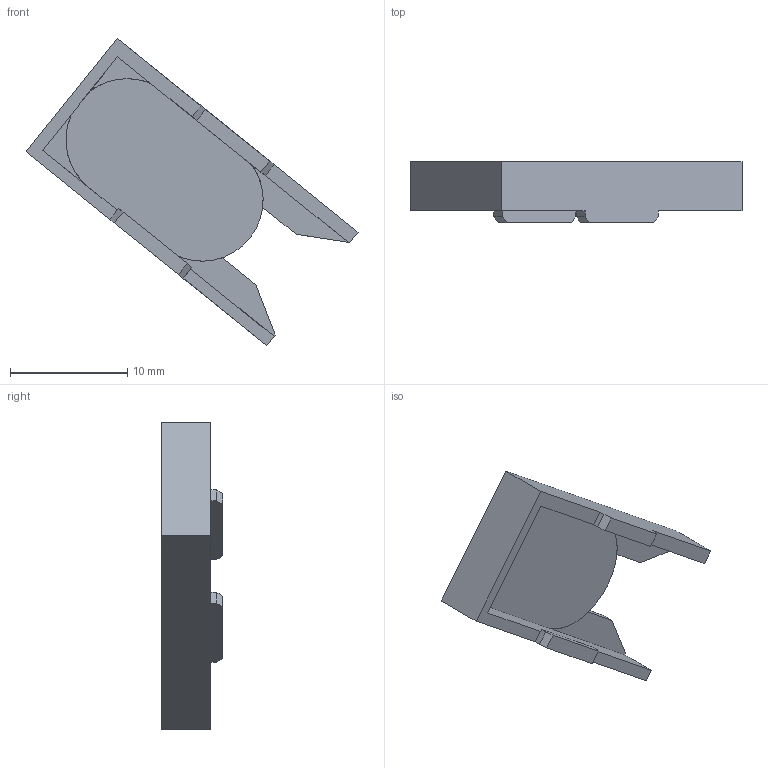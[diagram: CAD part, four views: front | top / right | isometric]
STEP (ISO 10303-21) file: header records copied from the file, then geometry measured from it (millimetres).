
FILE_DESCRIPTION (( 'STEP AP214' ), '1' );
FILE_NAME ('腑欶.STEP', '2025-08-08T14:33:53', ( '' ), ( '' ), 'SwSTEP 2.0', 'SolidWorks 2023', '' );
FILE_SCHEMA (( 'AUTOMOTIVE_DESIGN' ));
Length unit declared in the file: millimetre
Products named in the file (1): 灯罩
Bounding box: 28.27 x 5.2 x 26.14 mm (x, y, z)
Volume: 514.3 mm3; surface area: 1183.5 mm2
Topology: 2 solids, 2 shells, 46 faces, 120 edges, 78 vertices
Faces by surface type: plane 39, cylinder 7
Entity records: 1426 total; most frequent: CARTESIAN_POINT 245, ORIENTED_EDGE 240, DIRECTION 232, EDGE_CURVE 120, LINE 102, VECTOR 102, VERTEX_POINT 78, AXIS2_PLACEMENT_3D 65
